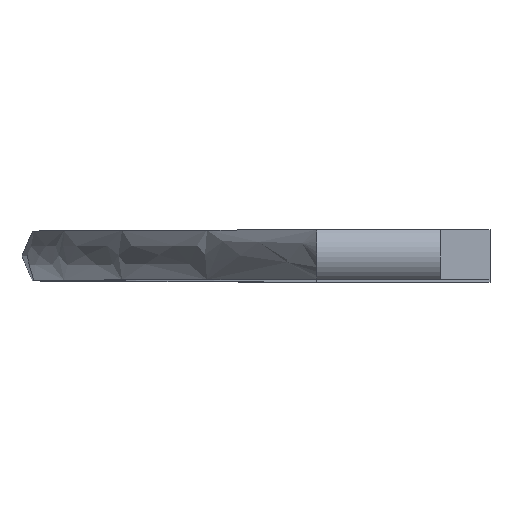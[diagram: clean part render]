
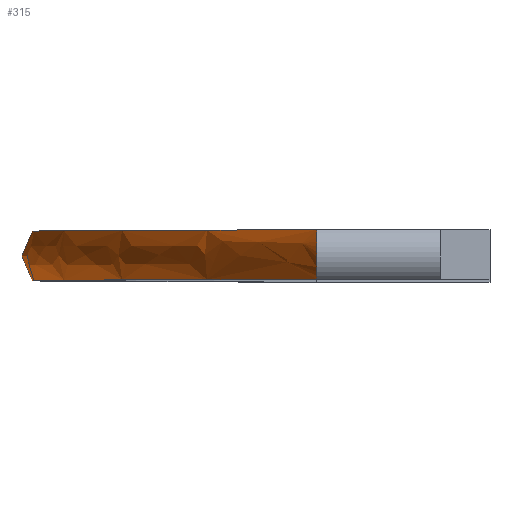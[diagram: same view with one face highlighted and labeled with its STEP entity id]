
A CAD part, top view. The second image highlights one B-rep face of the part: STEP entity #315.
In plain terms, the highlighted free-form (B-spline) face has degree [2, 2] with [5, 3] control points.
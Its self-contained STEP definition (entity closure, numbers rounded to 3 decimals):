
#95=FACE_OUTER_BOUND('',#112,.T.);
#112=EDGE_LOOP('',(#226,#227,#228,#229));
#132=CIRCLE('',#354,2.5);
#136=CIRCLE('',#358,109.114);
#137=CIRCLE('',#359,2.5);
#138=CIRCLE('',#360,109.114);
#147=VERTEX_POINT('',#492);
#148=VERTEX_POINT('',#493);
#151=VERTEX_POINT('',#515);
#152=VERTEX_POINT('',#517);
#177=EDGE_CURVE('',#147,#148,#132,.T.);
#181=EDGE_CURVE('',#151,#147,#136,.T.);
#182=EDGE_CURVE('',#151,#152,#137,.T.);
#183=EDGE_CURVE('',#152,#148,#138,.T.);
#226=ORIENTED_EDGE('',*,*,#181,.F.);
#227=ORIENTED_EDGE('',*,*,#182,.T.);
#228=ORIENTED_EDGE('',*,*,#183,.T.);
#229=ORIENTED_EDGE('',*,*,#177,.F.);
#313=(
BOUNDED_SURFACE()
B_SPLINE_SURFACE(2,2,((#500,#501,#502),(#503,#504,#505),(#506,#507,#508),
(#509,#510,#511),(#512,#513,#514)),.UNSPECIFIED.,.F.,.F.,.F.)
B_SPLINE_SURFACE_WITH_KNOTS((3,2,3),(3,3),(0.,0.927,
1.855),(0.,1.314),.UNSPECIFIED.)
GEOMETRIC_REPRESENTATION_ITEM()
RATIONAL_B_SPLINE_SURFACE(((1.,0.792,1.),(0.894,0.708,
0.894),(1.,0.792,1.),(0.894,0.708,
0.894),(1.,0.792,1.)))
REPRESENTATION_ITEM('')
SURFACE()
);
#315=ADVANCED_FACE('',(#95),#313,.T.);
#354=AXIS2_PLACEMENT_3D('',#494,#386,#387);
#358=AXIS2_PLACEMENT_3D('',#516,#394,#395);
#359=AXIS2_PLACEMENT_3D('',#518,#396,#397);
#360=AXIS2_PLACEMENT_3D('',#519,#398,#399);
#386=DIRECTION('center_axis',(-0.254,0.,-0.967));
#387=DIRECTION('ref_axis',(-0.58,-0.8,0.152));
#394=DIRECTION('center_axis',(0.,-1.,0.));
#395=DIRECTION('ref_axis',(-0.787,0.,0.617));
#396=DIRECTION('center_axis',(-1.,0.,0.));
#397=DIRECTION('ref_axis',(0.,0.,1.));
#398=DIRECTION('center_axis',(0.,-1.,0.));
#399=DIRECTION('ref_axis',(-0.787,0.,0.617));
#492=CARTESIAN_POINT('',(-14.967,0.,-1.746));
#493=CARTESIAN_POINT('',(-14.967,4.,-1.746));
#494=CARTESIAN_POINT('Origin',(-13.516,2.,-2.127));
#500=CARTESIAN_POINT('Ctrl Pts',(-14.,0.,131.541));
#501=CARTESIAN_POINT('Ctrl Pts',(-65.893,0.,
65.271));
#502=CARTESIAN_POINT('Ctrl Pts',(-14.967,0.,
-1.746));
#503=CARTESIAN_POINT('Ctrl Pts',(-14.,0.75,132.541));
#504=CARTESIAN_POINT('Ctrl Pts',(-66.664,0.75,66.271));
#505=CARTESIAN_POINT('Ctrl Pts',(-15.934,0.75,-1.492));
#506=CARTESIAN_POINT('Ctrl Pts',(-14.,2.,132.541));
#507=CARTESIAN_POINT('Ctrl Pts',(-66.664,2.,66.271));
#508=CARTESIAN_POINT('Ctrl Pts',(-15.934,2.,-1.492));
#509=CARTESIAN_POINT('Ctrl Pts',(-14.,3.25,132.541));
#510=CARTESIAN_POINT('Ctrl Pts',(-66.664,3.25,66.271));
#511=CARTESIAN_POINT('Ctrl Pts',(-15.934,3.25,-1.492));
#512=CARTESIAN_POINT('Ctrl Pts',(-14.,4.,131.541));
#513=CARTESIAN_POINT('Ctrl Pts',(-65.893,4.,65.271));
#514=CARTESIAN_POINT('Ctrl Pts',(-14.967,4.,-1.746));
#515=CARTESIAN_POINT('',(-14.,0.,131.541));
#516=CARTESIAN_POINT('Origin',(71.91,0.,64.271));
#517=CARTESIAN_POINT('',(-14.,4.,131.541));
#518=CARTESIAN_POINT('Origin',(-14.,2.,130.041));
#519=CARTESIAN_POINT('Origin',(71.91,4.,64.271));
